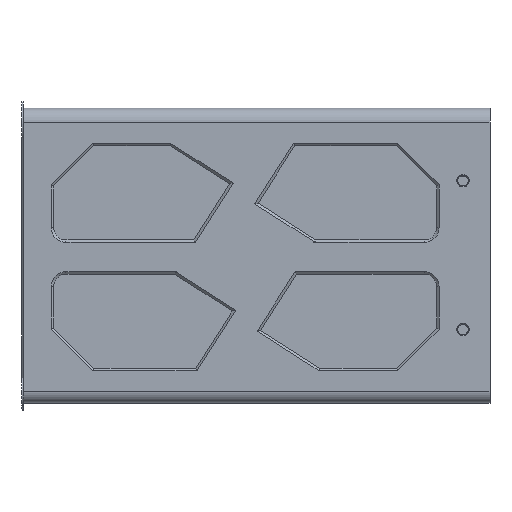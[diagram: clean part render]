
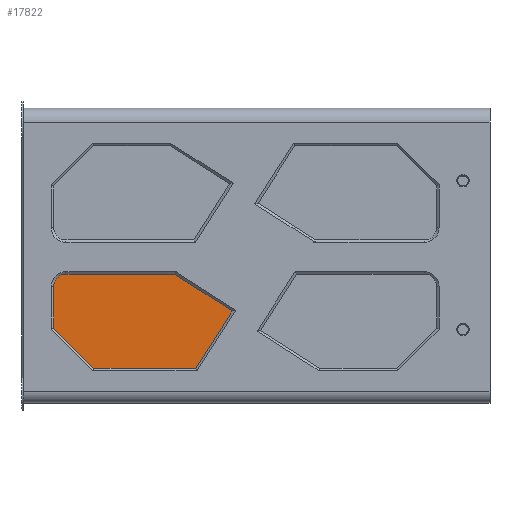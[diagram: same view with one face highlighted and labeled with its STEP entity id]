
A CAD part, left-side view. The second image highlights one B-rep face of the part: STEP entity #17822.
In plain terms, the highlighted planar face has unit normal (-1, 0, 0).
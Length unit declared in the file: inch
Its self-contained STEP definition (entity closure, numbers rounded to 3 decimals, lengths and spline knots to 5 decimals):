
#213 = DIRECTION ( 'NONE',  ( 0., 0., -1. ) ) ;
#263 = DIRECTION ( 'NONE',  ( 0., 0.843, 0.538 ) ) ;
#267 = VECTOR ( 'NONE', #213, 39.37008 ) ;
#280 = DIRECTION ( 'NONE',  ( 0., -0.538, 0.843 ) ) ;
#494 = EDGE_CURVE ( 'NONE', #17298, #4564, #19888, .T. ) ;
#1004 = LINE ( 'NONE', #4478, #16190 ) ;
#1051 = FACE_OUTER_BOUND ( 'NONE', #3397, .T. ) ;
#1354 = LINE ( 'NONE', #6613, #2015 ) ;
#1648 = CARTESIAN_POINT ( 'NONE',  ( -5.315, 4.08592, -2.18374 ) ) ;
#1717 = CARTESIAN_POINT ( 'NONE',  ( -5.315, 4.70837, -3.15905 ) ) ;
#2015 = VECTOR ( 'NONE', #13038, 39.37008 ) ;
#2499 = VECTOR ( 'NONE', #8515, 39.37008 ) ;
#2517 = CARTESIAN_POINT ( 'NONE',  ( -5.315, 7.12399, -2.47638 ) ) ;
#2596 = LINE ( 'NONE', #14661, #267 ) ;
#2650 = AXIS2_PLACEMENT_3D ( 'NONE', #13464, #5339, #13573 ) ;
#2948 = DIRECTION ( 'NONE',  ( -1., 0., 0. ) ) ;
#3053 = DIRECTION ( 'NONE',  ( 0., 1., 0. ) ) ;
#3326 = LINE ( 'NONE', #1648, #6252 ) ;
#3329 = ORIENTED_EDGE ( 'NONE', *, *, #10685, .T. ) ;
#3397 = EDGE_LOOP ( 'NONE', ( #3329, #8902, #18998, #16786, #20227, #4663, #5302 ) ) ;
#3685 = AXIS2_PLACEMENT_3D ( 'NONE', #10963, #2948, #3053 ) ;
#4478 = CARTESIAN_POINT ( 'NONE',  ( -5.315, 1., -3.15905 ) ) ;
#4564 = VERTEX_POINT ( 'NONE', #17349 ) ;
#4663 = ORIENTED_EDGE ( 'NONE', *, *, #19606, .T. ) ;
#4817 = CARTESIAN_POINT ( 'NONE',  ( -5.315, 6.44132, -3.15905 ) ) ;
#5302 = ORIENTED_EDGE ( 'NONE', *, *, #494, .T. ) ;
#5339 = DIRECTION ( 'NONE',  ( -1., 0., 0. ) ) ;
#5530 = VECTOR ( 'NONE', #280, 39.37008 ) ;
#5705 = EDGE_CURVE ( 'NONE', #11633, #7645, #16409, .T. ) ;
#6252 = VECTOR ( 'NONE', #263, 39.37008 ) ;
#6613 = CARTESIAN_POINT ( 'NONE',  ( -5.315, 7.12399, -2.47638 ) ) ;
#7144 = CARTESIAN_POINT ( 'NONE',  ( -5.315, 1., -1.55792 ) ) ;
#7210 = VERTEX_POINT ( 'NONE', #12595 ) ;
#7645 = VERTEX_POINT ( 'NONE', #11089 ) ;
#8515 = DIRECTION ( 'NONE',  ( 0., 1., 0. ) ) ;
#8902 = ORIENTED_EDGE ( 'NONE', *, *, #5705, .T. ) ;
#8927 = DIRECTION ( 'NONE',  ( 0., -1., 0. ) ) ;
#9155 = CARTESIAN_POINT ( 'NONE',  ( -5.315, 5.0665, -1.55792 ) ) ;
#10685 = EDGE_CURVE ( 'NONE', #4564, #11633, #3326, .T. ) ;
#10963 = CARTESIAN_POINT ( 'NONE',  ( -5.315, 1., 0. ) ) ;
#11089 = CARTESIAN_POINT ( 'NONE',  ( -5.315, 6.9157, -1.55792 ) ) ;
#11633 = VERTEX_POINT ( 'NONE', #9155 ) ;
#11737 = CIRCLE ( 'NONE', #2650, 0.20829 ) ;
#12595 = CARTESIAN_POINT ( 'NONE',  ( -5.315, 7.12399, -1.76621 ) ) ;
#12703 = EDGE_CURVE ( 'NONE', #13836, #20264, #1354, .T. ) ;
#13038 = DIRECTION ( 'NONE',  ( 0., -0.707, -0.707 ) ) ;
#13464 = CARTESIAN_POINT ( 'NONE',  ( -5.315, 6.9157, -1.76621 ) ) ;
#13573 = DIRECTION ( 'NONE',  ( 0., 0., 1. ) ) ;
#13575 = CARTESIAN_POINT ( 'NONE',  ( -5.315, 4.70837, -3.15905 ) ) ;
#13836 = VERTEX_POINT ( 'NONE', #2517 ) ;
#14661 = CARTESIAN_POINT ( 'NONE',  ( -5.315, 7.12399, 0. ) ) ;
#15965 = EDGE_CURVE ( 'NONE', #7645, #7210, #11737, .T. ) ;
#16190 = VECTOR ( 'NONE', #8927, 39.37008 ) ;
#16409 = LINE ( 'NONE', #7144, #2499 ) ;
#16786 = ORIENTED_EDGE ( 'NONE', *, *, #16953, .T. ) ;
#16953 = EDGE_CURVE ( 'NONE', #7210, #13836, #2596, .T. ) ;
#17298 = VERTEX_POINT ( 'NONE', #1717 ) ;
#17349 = CARTESIAN_POINT ( 'NONE',  ( -5.315, 4.08592, -2.18374 ) ) ;
#17822 = ADVANCED_FACE ( 'NONE', ( #1051 ), #18651, .T. ) ;
#18651 = PLANE ( 'NONE',  #3685 ) ;
#18998 = ORIENTED_EDGE ( 'NONE', *, *, #15965, .T. ) ;
#19606 = EDGE_CURVE ( 'NONE', #20264, #17298, #1004, .T. ) ;
#19888 = LINE ( 'NONE', #13575, #5530 ) ;
#20227 = ORIENTED_EDGE ( 'NONE', *, *, #12703, .T. ) ;
#20264 = VERTEX_POINT ( 'NONE', #4817 ) ;
